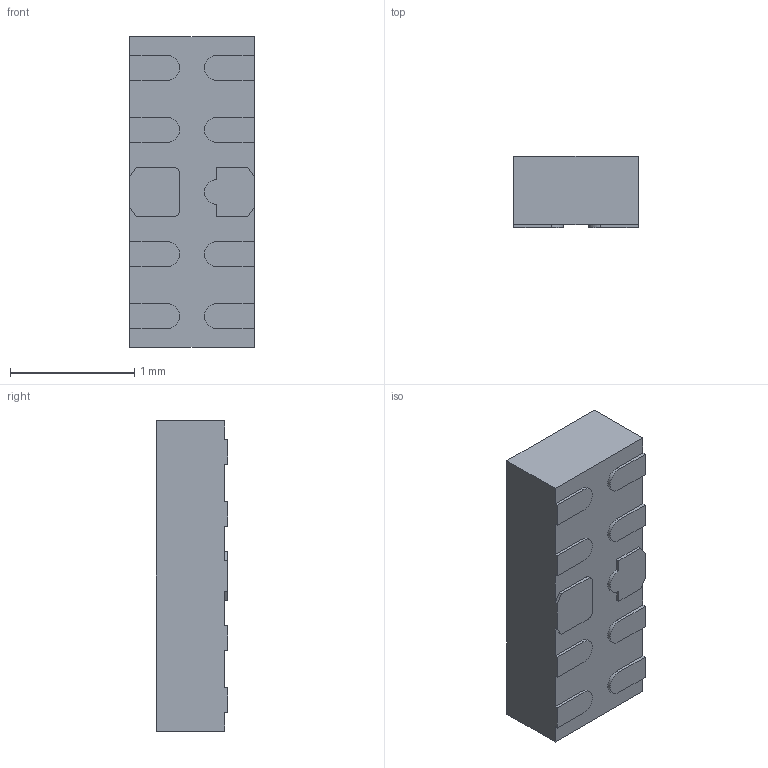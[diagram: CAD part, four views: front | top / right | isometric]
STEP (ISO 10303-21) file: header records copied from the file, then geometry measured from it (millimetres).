
FILE_DESCRIPTION((''),'2;1');
FILE_NAME('CDDFN10-0524P','2012-07-20T',('ryans'),('Bourns, Inc.'),'PRO/ENGINEER BY PARAMETRIC TECHNOLOGY CORPORATION, 2010100','PRO/ENGINEER BY PARAMETRIC TECHNOLOGY CORPORATION, 2010100','');
FILE_SCHEMA(('CONFIG_CONTROL_DESIGN'));
Length unit declared in the file: millimetre
Products named in the file (1): CDDFN10-0524P
Bounding box: 1 x 0.57 x 2.5 mm (x, y, z)
Volume: 1.4 mm3; surface area: 9.1 mm2
Topology: 1 solids, 1 shells, 54 faces, 156 edges, 104 vertices
Faces by surface type: plane 43, cylinder 11
Entity records: 1800 total; most frequent: CARTESIAN_POINT 314, ORIENTED_EDGE 312, DIRECTION 286, EDGE_CURVE 156, VECTOR 134, LINE 134, VERTEX_POINT 104, AXIS2_PLACEMENT_3D 76
